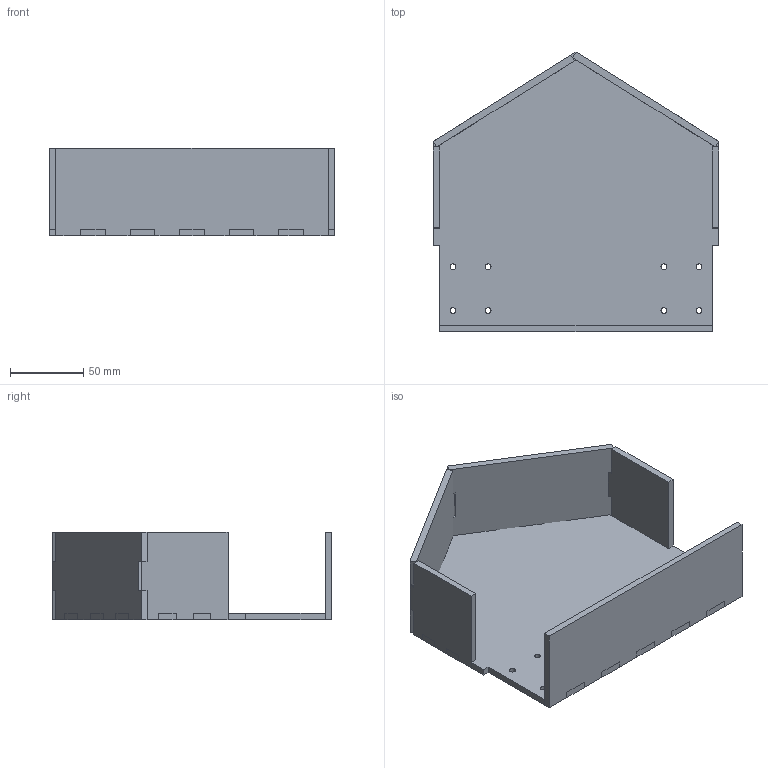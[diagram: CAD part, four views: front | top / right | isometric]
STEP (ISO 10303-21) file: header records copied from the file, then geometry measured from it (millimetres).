
FILE_DESCRIPTION(/* description */ ('STEP AP242','CAx-IF Rec.Pracs.---Representation and Presentation of Product Manufacturing Information (PMI)---4.0---2014-10-13','CAx-IF Rec.Pracs.---3D Tessellated Geometry---0.4---2014-09-14','2;1'),/* implementation_level */ '2;1');
FILE_NAME(/* name */ '64dd401961095130c48affcb',/* time_stamp */ '2023-08-16T21:31:06Z',/* author */ (''),/* organization */ (''),/* preprocessor_version */ 'ST-DEVELOPER v19.4',/* originating_system */ ' ',/* authorisation */ ' ');
FILE_SCHEMA (('AP242_MANAGED_MODEL_BASED_3D_ENGINEERING_MIM_LF { 1 0 10303 442 1 1 4 }'));
Length unit declared in the file: metre
Products named in the file (6): Left; Right; Back; FrontRight; FrontLeft; Chasis
Bounding box: 195 x 190.98 x 60 mm (x, y, z)
Volume: 268406.5 mm3; surface area: 131584.4 mm2
Topology: 6 solids, 6 shells, 199 faces, 561 edges, 374 vertices
Faces by surface type: plane 191, cylinder 8
Full cylindrical faces by diameter (mm): 4 x8
Entity records: 6450 total; most frequent: CARTESIAN_POINT 1132, ORIENTED_EDGE 1106, DIRECTION 979, EDGE_CURVE 553, LINE 537, VECTOR 537, VERTEX_POINT 374, EDGE_LOOP 223
